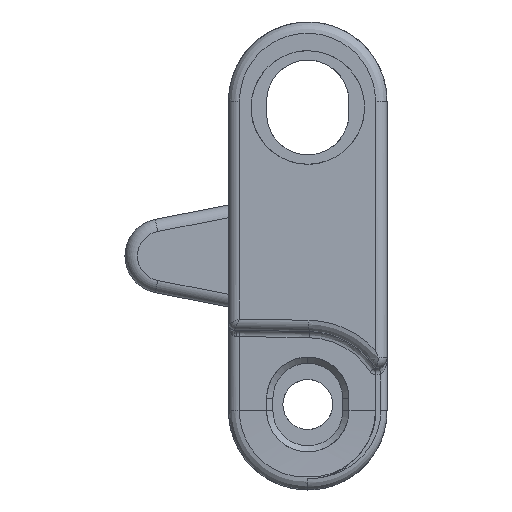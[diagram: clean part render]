
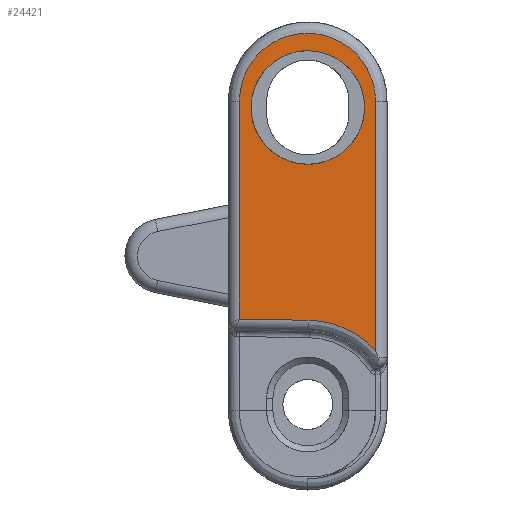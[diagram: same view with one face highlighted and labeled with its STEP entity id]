
A CAD part, left-side view. The second image highlights one B-rep face of the part: STEP entity #24421.
In plain terms, the highlighted planar face has unit normal (-0.999, 0.035, 0).
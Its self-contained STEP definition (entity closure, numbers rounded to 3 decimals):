
#876 = VECTOR ( 'NONE', #10156, 1000. ) ;
#988 = CARTESIAN_POINT ( 'NONE',  ( -57.069, -10.385, -6.04 ) ) ;
#3638 =( BOUNDED_CURVE ( )  B_SPLINE_CURVE ( 3, ( #36324, #988, #40152, #19875 ),
 .UNSPECIFIED., .F., .T. ) 
 B_SPLINE_CURVE_WITH_KNOTS ( ( 4, 4 ),
 ( 3.877, 4.695 ),
 .UNSPECIFIED. ) 
 CURVE ( )  GEOMETRIC_REPRESENTATION_ITEM ( )  RATIONAL_B_SPLINE_CURVE ( ( 1., 0.945, 0.945, 1. ) ) 
 REPRESENTATION_ITEM ( '' )  );
#5806 = CARTESIAN_POINT ( 'NONE',  ( -56.928, -6.35, 16.45 ) ) ;
#6033 = VERTEX_POINT ( 'NONE', #5806 ) ;
#6500 = LINE ( 'NONE', #13796, #15646 ) ;
#7172 = CARTESIAN_POINT ( 'NONE',  ( -56.928, -6.35, 7.35 ) ) ;
#9384 = CARTESIAN_POINT ( 'NONE',  ( -56.61, 2.75, 16.45 ) ) ;
#10156 = DIRECTION ( 'NONE',  ( 0.035, 0.999, 0.017 ) ) ;
#10597 = CARTESIAN_POINT ( 'NONE',  ( -56.928, -6.35, 7.35 ) ) ;
#11267 = CARTESIAN_POINT ( 'NONE',  ( -56.737, -0.869, 18.8 ) ) ;
#11886 = VERTEX_POINT ( 'NONE', #10597 ) ;
#12002 = FACE_BOUND ( 'NONE', #22998, .T. ) ;
#12561 = CARTESIAN_POINT ( 'NONE',  ( -56.928, -6.35, 7.35 ) ) ;
#12847 = CARTESIAN_POINT ( 'NONE',  ( -56.737, -0.869, 23.3 ) ) ;
#12991 = CARTESIAN_POINT ( 'NONE',  ( -56.928, -6.35, 16.45 ) ) ;
#13363 = LINE ( 'NONE', #35626, #876 ) ;
#13796 = CARTESIAN_POINT ( 'NONE',  ( -57.117, -11.769, 18.8 ) ) ;
#14041 = CARTESIAN_POINT ( 'NONE',  ( -56.61, 2.75, 7.35 ) ) ;
#15486 = EDGE_CURVE ( 'NONE', #41805, #33494, #13363, .T. ) ;
#15646 = VECTOR ( 'NONE', #39019, 1000. ) ;
#15841 = CARTESIAN_POINT ( 'NONE',  ( -57.117, -11.769, -7.568 ) ) ;
#18768 =( BOUNDED_CURVE ( )  B_SPLINE_CURVE ( 3, ( #12991, #25433, #38445, #12561 ),
 .UNSPECIFIED., .F., .F. ) 
 B_SPLINE_CURVE_WITH_KNOTS ( ( 4, 4 ),
 ( 1.571, 4.712 ),
 .UNSPECIFIED. ) 
 CURVE ( )  GEOMETRIC_REPRESENTATION_ITEM ( )  RATIONAL_B_SPLINE_CURVE ( ( 1., 0.333, 0.333, 1. ) ) 
 REPRESENTATION_ITEM ( '' )  );
#18863 = EDGE_LOOP ( 'NONE', ( #21146, #31678, #34075, #31979, #32940 ) ) ;
#19097 = CARTESIAN_POINT ( 'NONE',  ( -56.737, -0.869, 12.4 ) ) ;
#19292 = CARTESIAN_POINT ( 'NONE',  ( -57.15, -12.7, 21. ) ) ;
#19534 = EDGE_CURVE ( 'NONE', #6033, #11886, #18768, .T. ) ;
#19875 = CARTESIAN_POINT ( 'NONE',  ( -56.932, -6.447, -5.151 ) ) ;
#21146 = ORIENTED_EDGE ( 'NONE', *, *, #39361, .T. ) ;
#21443 =( BOUNDED_CURVE ( )  B_SPLINE_CURVE ( 3, ( #7172, #14041, #9384, #33691 ),
 .UNSPECIFIED., .F., .F. ) 
 B_SPLINE_CURVE_WITH_KNOTS ( ( 4, 4 ),
 ( 4.712, 7.854 ),
 .UNSPECIFIED. ) 
 CURVE ( )  GEOMETRIC_REPRESENTATION_ITEM ( )  RATIONAL_B_SPLINE_CURVE ( ( 1., 0.333, 0.333, 1. ) ) 
 REPRESENTATION_ITEM ( '' )  );
#21815 = CARTESIAN_POINT ( 'NONE',  ( -56.932, -6.447, -5.151 ) ) ;
#22289 = DIRECTION ( 'NONE',  ( -0.999, 0.035, 0. ) ) ;
#22994 = AXIS2_PLACEMENT_3D ( 'NONE', #19292, #22289, #35116 ) ;
#22998 = EDGE_LOOP ( 'NONE', ( #27096, #38910 ) ) ;
#24421 = ADVANCED_FACE ( 'NONE', ( #35321, #12002 ), #41931, .T. ) ;
#24778 = DIRECTION ( 'NONE',  ( 0., 0., -1. ) ) ;
#25152 = CARTESIAN_POINT ( 'NONE',  ( -56.737, -0.869, 12.4 ) ) ;
#25433 = CARTESIAN_POINT ( 'NONE',  ( -57.246, -15.45, 16.45 ) ) ;
#26129 = CARTESIAN_POINT ( 'NONE',  ( -57.117, -11.769, 12.4 ) ) ;
#27096 = ORIENTED_EDGE ( 'NONE', *, *, #35291, .T. ) ;
#27544 = EDGE_CURVE ( 'NONE', #39803, #34999, #35787, .T. ) ;
#30534 = LINE ( 'NONE', #11267, #33981 ) ;
#31275 = EDGE_CURVE ( 'NONE', #34999, #35307, #6500, .T. ) ;
#31678 = ORIENTED_EDGE ( 'NONE', *, *, #15486, .F. ) ;
#31979 = ORIENTED_EDGE ( 'NONE', *, *, #31275, .F. ) ;
#32517 = CARTESIAN_POINT ( 'NONE',  ( -57.117, -11.769, 23.3 ) ) ;
#32940 = ORIENTED_EDGE ( 'NONE', *, *, #27544, .F. ) ;
#33494 = VERTEX_POINT ( 'NONE', #34162 ) ;
#33691 = CARTESIAN_POINT ( 'NONE',  ( -56.928, -6.35, 16.45 ) ) ;
#33981 = VECTOR ( 'NONE', #24778, 1000. ) ;
#34075 = ORIENTED_EDGE ( 'NONE', *, *, #34373, .F. ) ;
#34162 = CARTESIAN_POINT ( 'NONE',  ( -56.737, -0.869, -5.054 ) ) ;
#34373 = EDGE_CURVE ( 'NONE', #35307, #41805, #3638, .T. ) ;
#34926 = CARTESIAN_POINT ( 'NONE',  ( -57.117, -11.769, 12.4 ) ) ;
#34999 = VERTEX_POINT ( 'NONE', #34926 ) ;
#35116 = DIRECTION ( 'NONE',  ( -0.035, -0.999, 0. ) ) ;
#35291 = EDGE_CURVE ( 'NONE', #11886, #6033, #21443, .T. ) ;
#35307 = VERTEX_POINT ( 'NONE', #15841 ) ;
#35321 = FACE_OUTER_BOUND ( 'NONE', #18863, .T. ) ;
#35626 = CARTESIAN_POINT ( 'NONE',  ( -57.134, -12.242, -5.252 ) ) ;
#35787 =( BOUNDED_CURVE ( )  B_SPLINE_CURVE ( 3, ( #19097, #12847, #32517, #26129 ),
 .UNSPECIFIED., .F., .F. ) 
 B_SPLINE_CURVE_WITH_KNOTS ( ( 4, 4 ),
 ( 0., 3.142 ),
 .UNSPECIFIED. ) 
 CURVE ( )  GEOMETRIC_REPRESENTATION_ITEM ( )  RATIONAL_B_SPLINE_CURVE ( ( 1., 0.333, 0.333, 1. ) ) 
 REPRESENTATION_ITEM ( '' )  );
#36324 = CARTESIAN_POINT ( 'NONE',  ( -57.117, -11.769, -7.568 ) ) ;
#38445 = CARTESIAN_POINT ( 'NONE',  ( -57.246, -15.45, 7.35 ) ) ;
#38910 = ORIENTED_EDGE ( 'NONE', *, *, #19534, .T. ) ;
#39019 = DIRECTION ( 'NONE',  ( 0., 0., -1. ) ) ;
#39361 = EDGE_CURVE ( 'NONE', #39803, #33494, #30534, .T. ) ;
#39803 = VERTEX_POINT ( 'NONE', #25152 ) ;
#40152 = CARTESIAN_POINT ( 'NONE',  ( -57.004, -8.508, -5.187 ) ) ;
#41805 = VERTEX_POINT ( 'NONE', #21815 ) ;
#41931 = PLANE ( 'NONE',  #22994 ) ;
